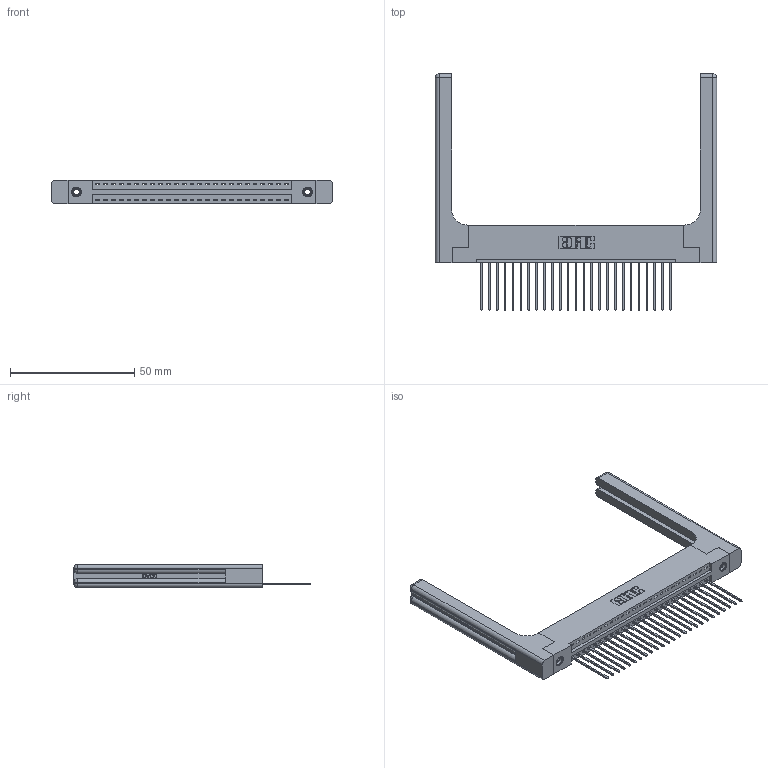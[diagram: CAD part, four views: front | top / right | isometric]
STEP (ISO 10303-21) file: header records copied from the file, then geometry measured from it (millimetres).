
FILE_DESCRIPTION (( 'STEP AP203' ), '1' );
FILE_NAME ('396-025-541-158.STEP', '2019-10-27T06:48:04', ( '' ), ( '' ), 'SwSTEP 2.0', 'SolidWorks 2016', '' );
FILE_SCHEMA (( 'CONFIG_CONTROL_DESIGN' ));
Length unit declared in the file: inch
Products named in the file (5): 345-250-001_345-250-001-102; 345-292-001_345-293-141; 346-220-058_345-220-058; 346 Part_Flush Mounting Lugs - 0.156 Dia-TH; 396-025-541-158
Assembly tree (30 placements, depth 2):
  396-025-541-158
    346 Part_Flush Mounting Lugs - 0.156 Dia-TH
    345-292-001_345-293-141  x25
    345-250-001_345-250-001-102  x2
    346-220-058_345-220-058  x2
Bounding box: 113.44 x 95.25 x 9.4 mm (x, y, z)
Volume: 18342.1 mm3; surface area: 19007.2 mm2
Topology: 30 solids, 30 shells, 1828 faces, 5395 edges, 3542 vertices
Faces by surface type: plane 1224, cylinder 544, bspline 36, cone 12, sphere 8, torus 4
Entity records: 23004 total; most frequent: CARTESIAN_POINT 4928, ORIENTED_EDGE 3684, DIRECTION 3300, EDGE_CURVE 1842, VECTOR 1518, LINE 1518, VERTEX_POINT 1218, AXIS2_PLACEMENT_3D 891
